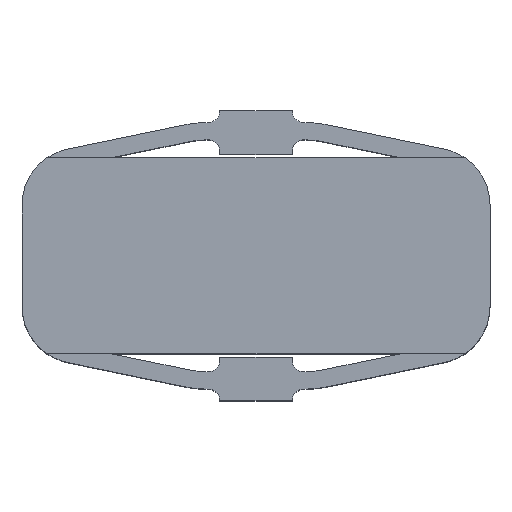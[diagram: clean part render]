
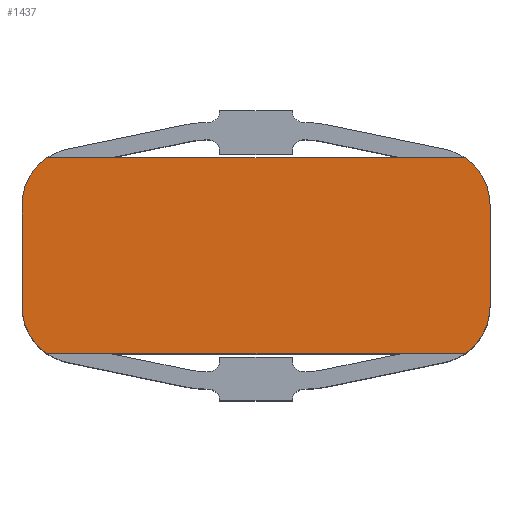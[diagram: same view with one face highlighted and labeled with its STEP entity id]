
A CAD part, top view. The second image highlights one B-rep face of the part: STEP entity #1437.
In plain terms, the highlighted planar face has unit normal (0, 0, 1).
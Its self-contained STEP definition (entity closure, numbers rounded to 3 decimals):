
#4 = DIRECTION ( 'NONE',  ( 1., 0., 0. ) ) ;
#72 = DIRECTION ( 'NONE',  ( -1., 0., 0. ) ) ;
#136 = VERTEX_POINT ( 'NONE', #1027 ) ;
#157 = CARTESIAN_POINT ( 'NONE',  ( -16.147, 3.5, 12.5 ) ) ;
#267 = VERTEX_POINT ( 'NONE', #1138 ) ;
#270 = CARTESIAN_POINT ( 'NONE',  ( 12.203, 3.5, 12.5 ) ) ;
#277 = ORIENTED_EDGE ( 'NONE', *, *, #518, .T. ) ;
#281 = VECTOR ( 'NONE', #1108, 1000. ) ;
#298 = EDGE_CURVE ( 'NONE', #889, #627, #1452, .T. ) ;
#312 = AXIS2_PLACEMENT_3D ( 'NONE', #471, #1151, #1307 ) ;
#314 = CARTESIAN_POINT ( 'NONE',  ( -12.203, -3.5, 12.5 ) ) ;
#360 = LINE ( 'NONE', #1217, #1100 ) ;
#401 = CIRCLE ( 'NONE', #1418, 3.944 ) ;
#412 = CARTESIAN_POINT ( 'NONE',  ( -14.438, -6.75, 12.5 ) ) ;
#436 = ORIENTED_EDGE ( 'NONE', *, *, #1087, .T. ) ;
#440 = EDGE_CURVE ( 'NONE', #1133, #267, #360, .T. ) ;
#449 = ORIENTED_EDGE ( 'NONE', *, *, #440, .T. ) ;
#450 = DIRECTION ( 'NONE',  ( 1., 0., 0. ) ) ;
#458 = CARTESIAN_POINT ( 'NONE',  ( -16.147, -3.5, 12.5 ) ) ;
#471 = CARTESIAN_POINT ( 'NONE',  ( -12.203, 3.5, 12.5 ) ) ;
#518 = EDGE_CURVE ( 'NONE', #267, #972, #984, .T. ) ;
#523 = VERTEX_POINT ( 'NONE', #1017 ) ;
#600 = LINE ( 'NONE', #458, #900 ) ;
#620 = VERTEX_POINT ( 'NONE', #955 ) ;
#626 = ORIENTED_EDGE ( 'NONE', *, *, #1458, .T. ) ;
#627 = VERTEX_POINT ( 'NONE', #1190 ) ;
#696 = AXIS2_PLACEMENT_3D ( 'NONE', #1119, #853, #1695 ) ;
#704 = PLANE ( 'NONE',  #1323 ) ;
#719 = DIRECTION ( 'NONE',  ( 0., 0., 1. ) ) ;
#761 = ORIENTED_EDGE ( 'NONE', *, *, #820, .T. ) ;
#770 = ORIENTED_EDGE ( 'NONE', *, *, #1474, .T. ) ;
#772 = LINE ( 'NONE', #914, #1535 ) ;
#820 = EDGE_CURVE ( 'NONE', #136, #889, #1232, .T. ) ;
#837 = DIRECTION ( 'NONE',  ( 1., 0., 0. ) ) ;
#844 = FACE_OUTER_BOUND ( 'NONE', #1024, .T. ) ;
#853 = DIRECTION ( 'NONE',  ( 0., 0., 1. ) ) ;
#889 = VERTEX_POINT ( 'NONE', #1516 ) ;
#900 = VECTOR ( 'NONE', #1542, 1000. ) ;
#914 = CARTESIAN_POINT ( 'NONE',  ( 16.147, -3.5, 12.5 ) ) ;
#923 = AXIS2_PLACEMENT_3D ( 'NONE', #314, #1417, #4 ) ;
#937 = DIRECTION ( 'NONE',  ( 0., 0., 1. ) ) ;
#955 = CARTESIAN_POINT ( 'NONE',  ( -16.147, -3.5, 12.5 ) ) ;
#972 = VERTEX_POINT ( 'NONE', #157 ) ;
#984 = CIRCLE ( 'NONE', #312, 3.944 ) ;
#989 = CARTESIAN_POINT ( 'NONE',  ( -12.203, -3.5, 12.5 ) ) ;
#1017 = CARTESIAN_POINT ( 'NONE',  ( 16.147, 3.5, 12.5 ) ) ;
#1024 = EDGE_LOOP ( 'NONE', ( #770, #761, #1148, #436, #1174, #449, #277, #626 ) ) ;
#1027 = CARTESIAN_POINT ( 'NONE',  ( -14.438, -6.75, 12.5 ) ) ;
#1087 = EDGE_CURVE ( 'NONE', #627, #523, #772, .T. ) ;
#1100 = VECTOR ( 'NONE', #72, 1000. ) ;
#1108 = DIRECTION ( 'NONE',  ( 1., 0., 0. ) ) ;
#1119 = CARTESIAN_POINT ( 'NONE',  ( 12.203, -3.5, 12.5 ) ) ;
#1133 = VERTEX_POINT ( 'NONE', #1319 ) ;
#1138 = CARTESIAN_POINT ( 'NONE',  ( -14.438, 6.75, 12.5 ) ) ;
#1148 = ORIENTED_EDGE ( 'NONE', *, *, #298, .T. ) ;
#1151 = DIRECTION ( 'NONE',  ( 0., 0., 1. ) ) ;
#1174 = ORIENTED_EDGE ( 'NONE', *, *, #1376, .T. ) ;
#1190 = CARTESIAN_POINT ( 'NONE',  ( 16.147, -3.5, 12.5 ) ) ;
#1217 = CARTESIAN_POINT ( 'NONE',  ( -14.438, 6.75, 12.5 ) ) ;
#1232 = LINE ( 'NONE', #412, #281 ) ;
#1307 = DIRECTION ( 'NONE',  ( 1., 0., 0. ) ) ;
#1314 = DIRECTION ( 'NONE',  ( 0., 1., 0. ) ) ;
#1319 = CARTESIAN_POINT ( 'NONE',  ( 14.438, 6.75, 12.5 ) ) ;
#1323 = AXIS2_PLACEMENT_3D ( 'NONE', #989, #719, #450 ) ;
#1376 = EDGE_CURVE ( 'NONE', #523, #1133, #401, .T. ) ;
#1417 = DIRECTION ( 'NONE',  ( 0., 0., 1. ) ) ;
#1418 = AXIS2_PLACEMENT_3D ( 'NONE', #270, #937, #837 ) ;
#1437 = ADVANCED_FACE ( 'NONE', ( #844 ), #704, .T. ) ;
#1452 = CIRCLE ( 'NONE', #696, 3.944 ) ;
#1458 = EDGE_CURVE ( 'NONE', #972, #620, #600, .T. ) ;
#1474 = EDGE_CURVE ( 'NONE', #620, #136, #1708, .T. ) ;
#1516 = CARTESIAN_POINT ( 'NONE',  ( 14.438, -6.75, 12.5 ) ) ;
#1535 = VECTOR ( 'NONE', #1314, 1000. ) ;
#1542 = DIRECTION ( 'NONE',  ( 0., -1., 0. ) ) ;
#1695 = DIRECTION ( 'NONE',  ( 1., 0., 0. ) ) ;
#1708 = CIRCLE ( 'NONE', #923, 3.944 ) ;
